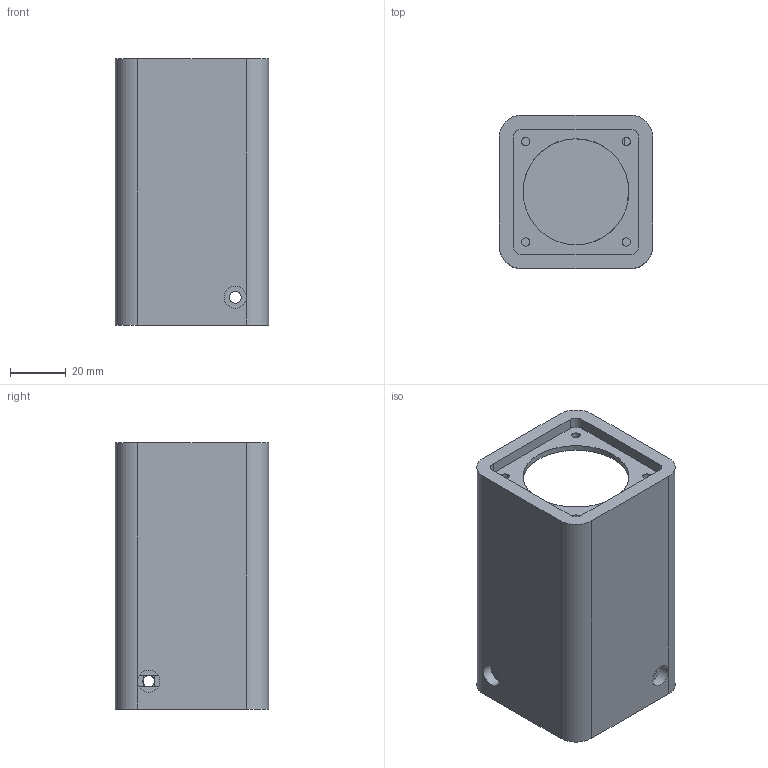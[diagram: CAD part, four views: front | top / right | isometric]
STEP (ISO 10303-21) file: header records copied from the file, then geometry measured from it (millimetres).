
FILE_DESCRIPTION(/* description */ (''),/* implementation_level */ '2;1');
FILE_NAME(/* name */ 'motor-profile connector R.step',/* time_stamp */ '2025-05-04T00:41:33+09:00',/* author */ (''),/* organization */ (''),/* preprocessor_version */ 'ST-DEVELOPER v20.1',/* originating_system */ 'Autodesk Translation Framework v14.4.0.0',/* authorisation */ '');
FILE_SCHEMA (('AUTOMOTIVE_DESIGN { 1 0 10303 214 3 1 1 }'));
Length unit declared in the file: millimetre
Products named in the file (1): (Unsaved)
Bounding box: 55 x 55 x 95.5 mm (x, y, z)
Volume: 111221.7 mm3; surface area: 29720.7 mm2
Topology: 1 solids, 1 shells, 68 faces, 181 edges, 117 vertices
Faces by surface type: plane 48, cylinder 20
Full cylindrical faces by diameter (mm): 2.1 x2, 3 x4, 4.2 x2, 8 x2, 38 x1
Entity records: 2171 total; most frequent: DIRECTION 376, CARTESIAN_POINT 367, ORIENTED_EDGE 362, EDGE_CURVE 181, AXIS2_PLACEMENT_3D 126, LINE 124, VECTOR 124, VERTEX_POINT 117
